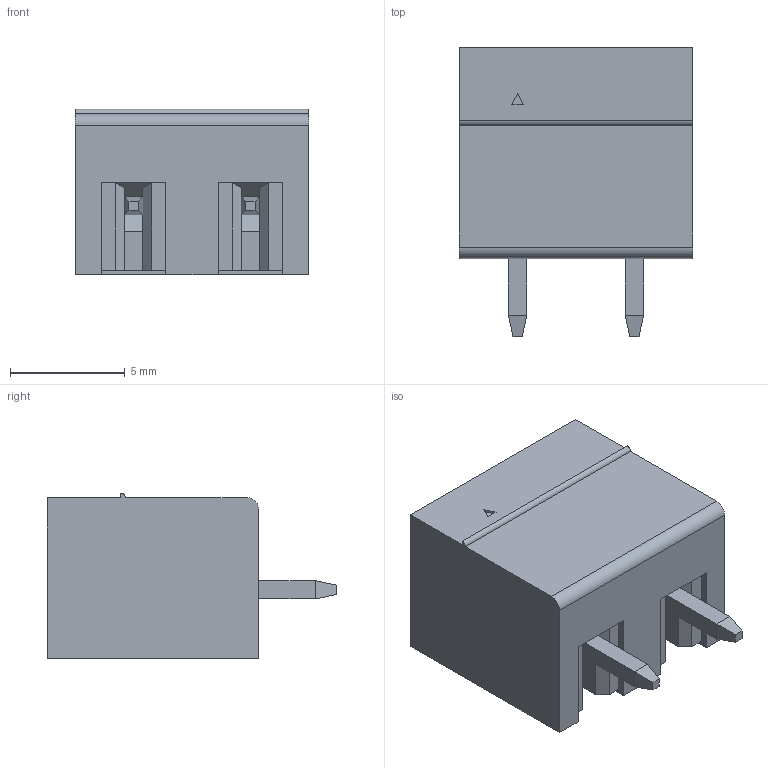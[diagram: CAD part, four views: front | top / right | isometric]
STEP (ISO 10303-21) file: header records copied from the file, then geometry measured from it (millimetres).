
FILE_DESCRIPTION (( 'STEP AP214' ), '1' );
FILE_NAME ('15EDGVC-5.08-02P-14-00AH.STEP', '2021-02-04T21:57:45', ( '' ), ( '' ), 'SwSTEP 2.0', 'SolidWorks 2020', '' );
FILE_SCHEMA (( 'AUTOMOTIVE_DESIGN' ));
Length unit declared in the file: millimetre
Products named in the file (1): 15EDGVC-5.08-02P-14-00AH
Bounding box: 10.16 x 12.6 x 7.2 mm (x, y, z)
Volume: 392.7 mm3; surface area: 904.8 mm2
Topology: 1 solids, 1 shells, 447 faces, 1191 edges, 782 vertices
Faces by surface type: plane 291, bspline 142, cylinder 8, torus 4, cone 2
Entity records: 24598 total; most frequent: CARTESIAN_POINT 10983, ORIENTED_EDGE 2382, DIRECTION 1541, EDGE_CURVE 1191, LINE 877, VECTOR 877, VERTEX_POINT 782, EDGE_LOOP 483
